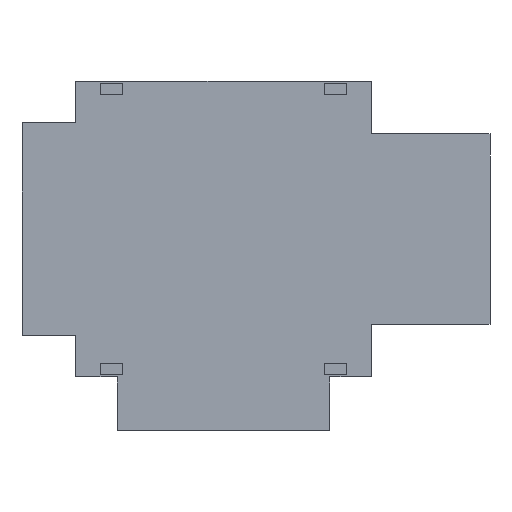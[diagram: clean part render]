
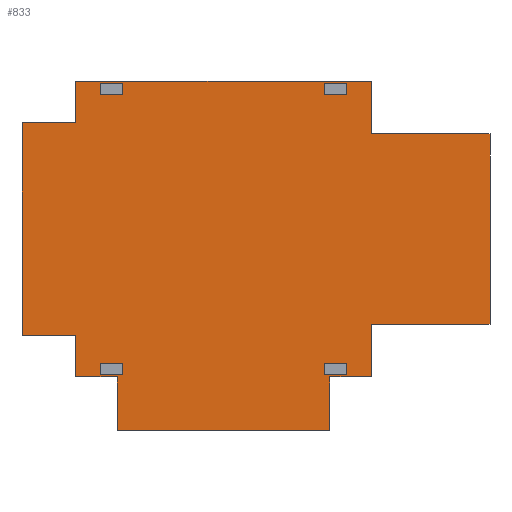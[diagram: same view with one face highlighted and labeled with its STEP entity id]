
A CAD part, front view. The second image highlights one B-rep face of the part: STEP entity #833.
In plain terms, the highlighted planar face has unit normal (0, -1, 0).
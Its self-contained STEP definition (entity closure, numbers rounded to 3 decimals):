
#18=FACE_BOUND('',#116,.T.);
#19=FACE_BOUND('',#117,.T.);
#20=FACE_BOUND('',#118,.T.);
#21=FACE_BOUND('',#119,.T.);
#68=FACE_OUTER_BOUND('',#115,.T.);
#115=EDGE_LOOP('',(#713,#714,#715,#716,#717,#718,#719,#720,#721,#722,#723,
#724,#725,#726,#727,#728));
#116=EDGE_LOOP('',(#729,#730,#731,#732));
#117=EDGE_LOOP('',(#733,#734,#735,#736));
#118=EDGE_LOOP('',(#737,#738,#739,#740));
#119=EDGE_LOOP('',(#741,#742,#743,#744));
#120=LINE('',#1104,#229);
#124=LINE('',#1112,#233);
#127=LINE('',#1118,#236);
#130=LINE('',#1123,#239);
#132=LINE('',#1129,#241);
#136=LINE('',#1137,#245);
#139=LINE('',#1143,#248);
#142=LINE('',#1148,#251);
#144=LINE('',#1154,#253);
#148=LINE('',#1162,#257);
#151=LINE('',#1168,#260);
#154=LINE('',#1173,#263);
#156=LINE('',#1179,#265);
#160=LINE('',#1187,#269);
#163=LINE('',#1193,#272);
#166=LINE('',#1198,#275);
#181=LINE('',#1236,#290);
#185=LINE('',#1244,#294);
#188=LINE('',#1250,#297);
#191=LINE('',#1256,#300);
#194=LINE('',#1262,#303);
#197=LINE('',#1268,#306);
#200=LINE('',#1274,#309);
#203=LINE('',#1280,#312);
#206=LINE('',#1286,#315);
#209=LINE('',#1292,#318);
#212=LINE('',#1298,#321);
#215=LINE('',#1304,#324);
#218=LINE('',#1310,#327);
#221=LINE('',#1316,#330);
#224=LINE('',#1322,#333);
#227=LINE('',#1327,#336);
#229=VECTOR('',#899,10.);
#233=VECTOR('',#905,10.);
#236=VECTOR('',#910,10.);
#239=VECTOR('',#915,10.);
#241=VECTOR('',#921,10.);
#245=VECTOR('',#927,10.);
#248=VECTOR('',#932,10.);
#251=VECTOR('',#937,10.);
#253=VECTOR('',#943,10.);
#257=VECTOR('',#949,10.);
#260=VECTOR('',#954,10.);
#263=VECTOR('',#959,10.);
#265=VECTOR('',#965,10.);
#269=VECTOR('',#971,10.);
#272=VECTOR('',#976,10.);
#275=VECTOR('',#981,10.);
#290=VECTOR('',#1018,10.);
#294=VECTOR('',#1024,10.);
#297=VECTOR('',#1029,10.);
#300=VECTOR('',#1034,10.);
#303=VECTOR('',#1039,10.);
#306=VECTOR('',#1044,10.);
#309=VECTOR('',#1049,10.);
#312=VECTOR('',#1054,10.);
#315=VECTOR('',#1059,10.);
#318=VECTOR('',#1064,10.);
#321=VECTOR('',#1069,10.);
#324=VECTOR('',#1074,10.);
#327=VECTOR('',#1079,10.);
#330=VECTOR('',#1084,10.);
#333=VECTOR('',#1089,10.);
#336=VECTOR('',#1094,10.);
#338=VERTEX_POINT('',#1102);
#339=VERTEX_POINT('',#1103);
#342=VERTEX_POINT('',#1111);
#344=VERTEX_POINT('',#1117);
#346=VERTEX_POINT('',#1127);
#347=VERTEX_POINT('',#1128);
#350=VERTEX_POINT('',#1136);
#352=VERTEX_POINT('',#1142);
#354=VERTEX_POINT('',#1152);
#355=VERTEX_POINT('',#1153);
#358=VERTEX_POINT('',#1161);
#360=VERTEX_POINT('',#1167);
#362=VERTEX_POINT('',#1177);
#363=VERTEX_POINT('',#1178);
#366=VERTEX_POINT('',#1186);
#368=VERTEX_POINT('',#1192);
#380=VERTEX_POINT('',#1234);
#381=VERTEX_POINT('',#1235);
#384=VERTEX_POINT('',#1243);
#386=VERTEX_POINT('',#1249);
#388=VERTEX_POINT('',#1255);
#390=VERTEX_POINT('',#1261);
#392=VERTEX_POINT('',#1267);
#394=VERTEX_POINT('',#1273);
#396=VERTEX_POINT('',#1279);
#398=VERTEX_POINT('',#1285);
#400=VERTEX_POINT('',#1291);
#402=VERTEX_POINT('',#1297);
#404=VERTEX_POINT('',#1303);
#406=VERTEX_POINT('',#1309);
#408=VERTEX_POINT('',#1315);
#410=VERTEX_POINT('',#1321);
#412=EDGE_CURVE('',#338,#339,#120,.T.);
#416=EDGE_CURVE('',#339,#342,#124,.T.);
#419=EDGE_CURVE('',#342,#344,#127,.T.);
#422=EDGE_CURVE('',#344,#338,#130,.T.);
#424=EDGE_CURVE('',#346,#347,#132,.T.);
#428=EDGE_CURVE('',#347,#350,#136,.T.);
#431=EDGE_CURVE('',#350,#352,#139,.T.);
#434=EDGE_CURVE('',#352,#346,#142,.T.);
#436=EDGE_CURVE('',#354,#355,#144,.T.);
#440=EDGE_CURVE('',#355,#358,#148,.T.);
#443=EDGE_CURVE('',#358,#360,#151,.T.);
#446=EDGE_CURVE('',#360,#354,#154,.T.);
#448=EDGE_CURVE('',#362,#363,#156,.T.);
#452=EDGE_CURVE('',#363,#366,#160,.T.);
#455=EDGE_CURVE('',#366,#368,#163,.T.);
#458=EDGE_CURVE('',#368,#362,#166,.T.);
#475=EDGE_CURVE('',#380,#381,#181,.T.);
#479=EDGE_CURVE('',#381,#384,#185,.T.);
#482=EDGE_CURVE('',#386,#384,#188,.T.);
#485=EDGE_CURVE('',#388,#386,#191,.T.);
#488=EDGE_CURVE('',#390,#388,#194,.T.);
#491=EDGE_CURVE('',#390,#392,#197,.T.);
#494=EDGE_CURVE('',#392,#394,#200,.T.);
#497=EDGE_CURVE('',#394,#396,#203,.T.);
#500=EDGE_CURVE('',#396,#398,#206,.T.);
#503=EDGE_CURVE('',#398,#400,#209,.T.);
#506=EDGE_CURVE('',#400,#402,#212,.T.);
#509=EDGE_CURVE('',#402,#404,#215,.T.);
#512=EDGE_CURVE('',#404,#406,#218,.T.);
#515=EDGE_CURVE('',#408,#406,#221,.T.);
#518=EDGE_CURVE('',#410,#408,#224,.T.);
#521=EDGE_CURVE('',#380,#410,#227,.T.);
#713=ORIENTED_EDGE('',*,*,#521,.T.);
#714=ORIENTED_EDGE('',*,*,#518,.T.);
#715=ORIENTED_EDGE('',*,*,#515,.T.);
#716=ORIENTED_EDGE('',*,*,#512,.F.);
#717=ORIENTED_EDGE('',*,*,#509,.F.);
#718=ORIENTED_EDGE('',*,*,#506,.F.);
#719=ORIENTED_EDGE('',*,*,#503,.F.);
#720=ORIENTED_EDGE('',*,*,#500,.F.);
#721=ORIENTED_EDGE('',*,*,#497,.F.);
#722=ORIENTED_EDGE('',*,*,#494,.F.);
#723=ORIENTED_EDGE('',*,*,#491,.F.);
#724=ORIENTED_EDGE('',*,*,#488,.T.);
#725=ORIENTED_EDGE('',*,*,#485,.T.);
#726=ORIENTED_EDGE('',*,*,#482,.T.);
#727=ORIENTED_EDGE('',*,*,#479,.F.);
#728=ORIENTED_EDGE('',*,*,#475,.F.);
#729=ORIENTED_EDGE('',*,*,#412,.T.);
#730=ORIENTED_EDGE('',*,*,#416,.T.);
#731=ORIENTED_EDGE('',*,*,#419,.T.);
#732=ORIENTED_EDGE('',*,*,#422,.T.);
#733=ORIENTED_EDGE('',*,*,#424,.T.);
#734=ORIENTED_EDGE('',*,*,#428,.T.);
#735=ORIENTED_EDGE('',*,*,#431,.T.);
#736=ORIENTED_EDGE('',*,*,#434,.T.);
#737=ORIENTED_EDGE('',*,*,#436,.T.);
#738=ORIENTED_EDGE('',*,*,#440,.T.);
#739=ORIENTED_EDGE('',*,*,#443,.T.);
#740=ORIENTED_EDGE('',*,*,#446,.T.);
#741=ORIENTED_EDGE('',*,*,#448,.T.);
#742=ORIENTED_EDGE('',*,*,#452,.T.);
#743=ORIENTED_EDGE('',*,*,#455,.T.);
#744=ORIENTED_EDGE('',*,*,#458,.T.);
#788=PLANE('',#894);
#833=ADVANCED_FACE('',(#68,#18,#19,#20,#21),#788,.T.);
#894=AXIS2_PLACEMENT_3D('',#1330,#1098,#1099);
#899=DIRECTION('',(-1.,0.,0.));
#905=DIRECTION('',(0.,0.,1.));
#910=DIRECTION('',(1.,0.,0.));
#915=DIRECTION('',(0.,0.,-1.));
#921=DIRECTION('',(1.,0.,0.));
#927=DIRECTION('',(0.,0.,-1.));
#932=DIRECTION('',(-1.,0.,0.));
#937=DIRECTION('',(0.,0.,1.));
#943=DIRECTION('',(0.,0.,-1.));
#949=DIRECTION('',(-1.,0.,0.));
#954=DIRECTION('',(0.,0.,1.));
#959=DIRECTION('',(1.,0.,0.));
#965=DIRECTION('',(1.,0.,0.));
#971=DIRECTION('',(0.,0.,-1.));
#976=DIRECTION('',(-1.,0.,0.));
#981=DIRECTION('',(0.,0.,1.));
#1018=DIRECTION('',(0.,0.,-1.));
#1024=DIRECTION('',(-1.,0.,0.));
#1029=DIRECTION('',(0.,0.,1.));
#1034=DIRECTION('',(1.,0.,0.));
#1039=DIRECTION('',(0.,0.,-1.));
#1044=DIRECTION('',(-1.,0.,0.));
#1049=DIRECTION('',(0.,0.,1.));
#1054=DIRECTION('',(-1.,0.,0.));
#1059=DIRECTION('',(0.,0.,1.));
#1064=DIRECTION('',(1.,0.,0.));
#1069=DIRECTION('',(0.,0.,1.));
#1074=DIRECTION('',(1.,0.,0.));
#1079=DIRECTION('',(0.,0.,-1.));
#1084=DIRECTION('',(-1.,0.,0.));
#1089=DIRECTION('',(0.,0.,1.));
#1094=DIRECTION('',(1.,0.,0.));
#1098=DIRECTION('center_axis',(0.,-1.,0.));
#1099=DIRECTION('ref_axis',(-1.,0.,0.));
#1102=CARTESIAN_POINT('',(5.5,0.,-6.5));
#1103=CARTESIAN_POINT('',(4.5,0.,-6.5));
#1104=CARTESIAN_POINT('',(2.975,0.,-6.5));
#1111=CARTESIAN_POINT('',(4.5,0.,-6.));
#1112=CARTESIAN_POINT('',(4.5,0.,-3.6));
#1117=CARTESIAN_POINT('',(5.5,0.,-6.));
#1118=CARTESIAN_POINT('',(3.475,0.,-6.));
#1123=CARTESIAN_POINT('',(5.5,0.,-3.85));
#1127=CARTESIAN_POINT('',(4.5,0.,6.5));
#1128=CARTESIAN_POINT('',(5.5,0.,6.5));
#1129=CARTESIAN_POINT('',(3.475,0.,6.5));
#1136=CARTESIAN_POINT('',(5.5,0.,6.));
#1137=CARTESIAN_POINT('',(5.5,0.,2.4));
#1142=CARTESIAN_POINT('',(4.5,0.,6.));
#1143=CARTESIAN_POINT('',(2.975,0.,6.));
#1148=CARTESIAN_POINT('',(4.5,0.,2.65));
#1152=CARTESIAN_POINT('',(-4.5,0.,-6.));
#1153=CARTESIAN_POINT('',(-4.5,0.,-6.5));
#1154=CARTESIAN_POINT('',(-4.5,0.,-3.85));
#1161=CARTESIAN_POINT('',(-5.5,0.,-6.5));
#1162=CARTESIAN_POINT('',(-2.025,0.,-6.5));
#1167=CARTESIAN_POINT('',(-5.5,0.,-6.));
#1168=CARTESIAN_POINT('',(-5.5,0.,-3.6));
#1173=CARTESIAN_POINT('',(-1.525,0.,-6.));
#1177=CARTESIAN_POINT('',(-5.5,0.,6.5));
#1178=CARTESIAN_POINT('',(-4.5,0.,6.5));
#1179=CARTESIAN_POINT('',(-1.525,0.,6.5));
#1186=CARTESIAN_POINT('',(-4.5,0.,6.));
#1187=CARTESIAN_POINT('',(-4.5,0.,2.4));
#1192=CARTESIAN_POINT('',(-5.5,0.,6.));
#1193=CARTESIAN_POINT('',(-2.025,0.,6.));
#1198=CARTESIAN_POINT('',(-5.5,0.,2.65));
#1234=CARTESIAN_POINT('',(6.6,0.,-4.25));
#1235=CARTESIAN_POINT('',(6.6,0.,-6.6));
#1236=CARTESIAN_POINT('',(6.6,0.,6.6));
#1243=CARTESIAN_POINT('',(4.75,0.,-6.6));
#1244=CARTESIAN_POINT('',(6.6,0.,-6.6));
#1249=CARTESIAN_POINT('',(4.75,0.,-9.));
#1250=CARTESIAN_POINT('',(4.75,0.,-9.));
#1255=CARTESIAN_POINT('',(-4.75,0.,-9.));
#1256=CARTESIAN_POINT('',(-4.75,0.,-9.));
#1261=CARTESIAN_POINT('',(-4.75,0.,-6.6));
#1262=CARTESIAN_POINT('',(-4.75,0.,-6.6));
#1267=CARTESIAN_POINT('',(-6.6,0.,-6.6));
#1268=CARTESIAN_POINT('',(6.6,0.,-6.6));
#1273=CARTESIAN_POINT('',(-6.6,0.,-4.75));
#1274=CARTESIAN_POINT('',(-6.6,0.,-6.6));
#1279=CARTESIAN_POINT('',(-9.,0.,-4.75));
#1280=CARTESIAN_POINT('',(-6.6,0.,-4.75));
#1285=CARTESIAN_POINT('',(-9.,0.,4.75));
#1286=CARTESIAN_POINT('',(-9.,0.,-4.75));
#1291=CARTESIAN_POINT('',(-6.6,0.,4.75));
#1292=CARTESIAN_POINT('',(-9.,0.,4.75));
#1297=CARTESIAN_POINT('',(-6.6,0.,6.6));
#1298=CARTESIAN_POINT('',(-6.6,0.,-6.6));
#1303=CARTESIAN_POINT('',(6.6,0.,6.6));
#1304=CARTESIAN_POINT('',(-6.6,0.,6.6));
#1309=CARTESIAN_POINT('',(6.6,0.,4.25));
#1310=CARTESIAN_POINT('',(6.6,0.,6.6));
#1315=CARTESIAN_POINT('',(11.9,0.,4.25));
#1316=CARTESIAN_POINT('',(11.9,0.,4.25));
#1321=CARTESIAN_POINT('',(11.9,0.,-4.25));
#1322=CARTESIAN_POINT('',(11.9,0.,-4.25));
#1327=CARTESIAN_POINT('',(6.6,0.,-4.25));
#1330=CARTESIAN_POINT('Origin',(1.45,0.,-1.2));
